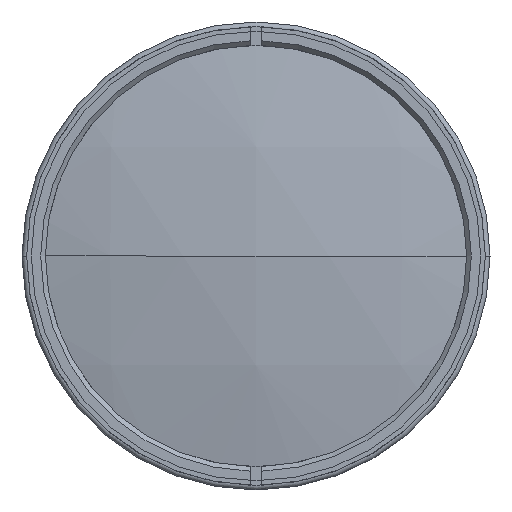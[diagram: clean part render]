
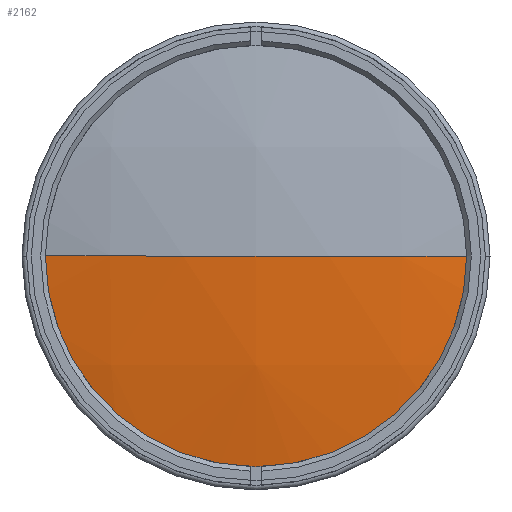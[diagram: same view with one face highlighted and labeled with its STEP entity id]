
A CAD part, left-side view. The second image highlights one B-rep face of the part: STEP entity #2162.
In plain terms, the highlighted spherical face has radius 224 mm.
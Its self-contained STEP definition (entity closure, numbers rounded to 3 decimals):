
#221 = DIRECTION ( 'NONE',  ( 0., 0., -1. ) ) ;
#399 = AXIS2_PLACEMENT_3D ( 'NONE', #3043, #221, #1480 ) ;
#428 = DIRECTION ( 'NONE',  ( 0., 0., 1. ) ) ;
#1001 = DIRECTION ( 'NONE',  ( 0., 0., 1. ) ) ;
#1319 = CIRCLE ( 'NONE', #3641, 224. ) ;
#1480 = DIRECTION ( 'NONE',  ( 0., 1., 0. ) ) ;
#1722 = CARTESIAN_POINT ( 'NONE',  ( -182.505, -46.5, 0. ) ) ;
#1792 = CIRCLE ( 'NONE', #1918, 224. ) ;
#1851 = CARTESIAN_POINT ( 'NONE',  ( 36.615, 0., 0. ) ) ;
#1918 = AXIS2_PLACEMENT_3D ( 'NONE', #1851, #3122, #3750 ) ;
#1979 = DIRECTION ( 'NONE',  ( 0., -1., 0. ) ) ;
#2031 = CARTESIAN_POINT ( 'NONE',  ( -187.385, 0., 0. ) ) ;
#2076 = ORIENTED_EDGE ( 'NONE', *, *, #3710, .T. ) ;
#2162 = ADVANCED_FACE ( 'NONE', ( #3019 ), #3361, .T. ) ;
#2277 = CARTESIAN_POINT ( 'NONE',  ( 36.615, 0., 0. ) ) ;
#2332 = ORIENTED_EDGE ( 'NONE', *, *, #3009, .F. ) ;
#2539 = EDGE_LOOP ( 'NONE', ( #3465, #2076, #2332 ) ) ;
#2541 = CARTESIAN_POINT ( 'NONE',  ( -182.505, 0., 0. ) ) ;
#2591 = VERTEX_POINT ( 'NONE', #3084 ) ;
#2688 = VERTEX_POINT ( 'NONE', #2031 ) ;
#2780 = AXIS2_PLACEMENT_3D ( 'NONE', #2541, #3226, #1001 ) ;
#2843 = CIRCLE ( 'NONE', #2780, 46.5 ) ;
#3009 = EDGE_CURVE ( 'NONE', #2591, #2688, #1319, .T. ) ;
#3019 = FACE_OUTER_BOUND ( 'NONE', #2539, .T. ) ;
#3043 = CARTESIAN_POINT ( 'NONE',  ( 36.615, 0., 0. ) ) ;
#3084 = CARTESIAN_POINT ( 'NONE',  ( -182.505, 46.5, 0. ) ) ;
#3122 = DIRECTION ( 'NONE',  ( 0., 0., -1. ) ) ;
#3226 = DIRECTION ( 'NONE',  ( -1., 0., 0. ) ) ;
#3300 = VERTEX_POINT ( 'NONE', #1722 ) ;
#3361 = SPHERICAL_SURFACE ( 'NONE', #399, 224. ) ;
#3465 = ORIENTED_EDGE ( 'NONE', *, *, #3803, .T. ) ;
#3641 = AXIS2_PLACEMENT_3D ( 'NONE', #2277, #428, #1979 ) ;
#3710 = EDGE_CURVE ( 'NONE', #3300, #2688, #1792, .T. ) ;
#3750 = DIRECTION ( 'NONE',  ( 0., 1., 0. ) ) ;
#3803 = EDGE_CURVE ( 'NONE', #2591, #3300, #2843, .T. ) ;
